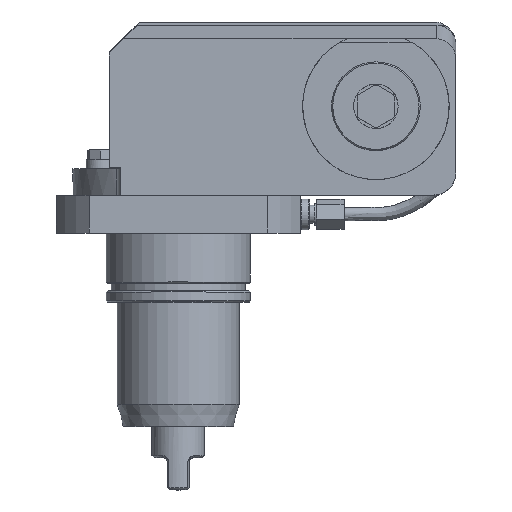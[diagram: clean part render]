
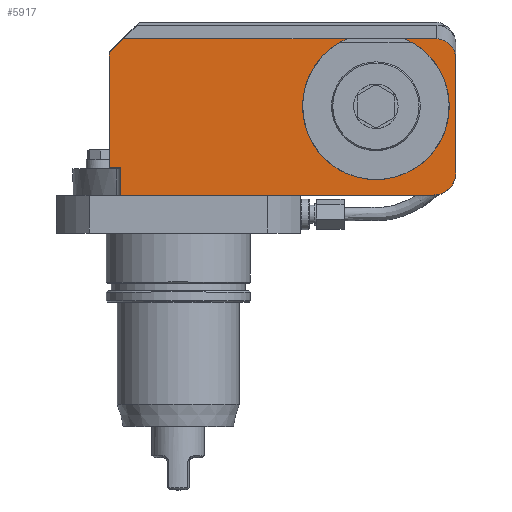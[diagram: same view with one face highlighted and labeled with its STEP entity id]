
A CAD part, top view. The second image highlights one B-rep face of the part: STEP entity #5917.
In plain terms, the highlighted planar face has unit normal (0, 0, 1).
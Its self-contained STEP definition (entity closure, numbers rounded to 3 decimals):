
#241 = DIRECTION ( 'NONE',  ( 0., 1., 0. ) ) ;
#269 = VECTOR ( 'NONE', #241, 1000. ) ;
#599 = LINE ( 'NONE', #17204, #3742 ) ;
#668 = CARTESIAN_POINT ( 'NONE',  ( -31., 24., 110. ) ) ;
#954 = DIRECTION ( 'NONE',  ( 0.708, 0.707, 0. ) ) ;
#1065 = ORIENTED_EDGE ( 'NONE', *, *, #14160, .F. ) ;
#1079 = CARTESIAN_POINT ( 'NONE',  ( 121.479, 30.352, 110. ) ) ;
#1365 = DIRECTION ( 'NONE',  ( 0., 1., 0. ) ) ;
#1517 = AXIS2_PLACEMENT_3D ( 'NONE', #15148, #21965, #5048 ) ;
#2050 = EDGE_CURVE ( 'NONE', #27260, #30220, #16260, .T. ) ;
#2139 =( BOUNDED_CURVE ( )  B_SPLINE_CURVE ( 3, ( #29726, #3899, #1079, #8518 ),
 .UNSPECIFIED., .F., .F. ) 
 B_SPLINE_CURVE_WITH_KNOTS ( ( 4, 4 ),
 ( 1.571, 3.142 ),
 .UNSPECIFIED. ) 
 CURVE ( )  GEOMETRIC_REPRESENTATION_ITEM ( )  RATIONAL_B_SPLINE_CURVE ( ( 1., 0.805, 0.805, 1. ) ) 
 REPRESENTATION_ITEM ( '' )  );
#2459 = CARTESIAN_POINT ( 'NONE',  ( 115., -40., 110. ) ) ;
#2632 = DIRECTION ( 'NONE',  ( -1., 0., 0. ) ) ;
#2910 = DIRECTION ( 'NONE',  ( 0.707, 0.707, 0. ) ) ;
#3404 = EDGE_CURVE ( 'NONE', #27111, #27260, #2139, .T. ) ;
#3742 = VECTOR ( 'NONE', #20053, 1000. ) ;
#3899 = CARTESIAN_POINT ( 'NONE',  ( 125., 26.66, 110. ) ) ;
#4265 = ORIENTED_EDGE ( 'NONE', *, *, #24458, .F. ) ;
#4457 = ORIENTED_EDGE ( 'NONE', *, *, #21198, .F. ) ;
#5048 = DIRECTION ( 'NONE',  ( 1., 0., 0. ) ) ;
#5243 = CARTESIAN_POINT ( 'NONE',  ( 89., 0., 110. ) ) ;
#5280 = VERTEX_POINT ( 'NONE', #12295 ) ;
#5407 = ORIENTED_EDGE ( 'NONE', *, *, #3404, .T. ) ;
#5777 = VECTOR ( 'NONE', #20603, 1000. ) ;
#5914 = CARTESIAN_POINT ( 'NONE',  ( 135.694, 30.311, 110. ) ) ;
#5917 = ADVANCED_FACE ( 'Defeature completata1_1473', ( #30121 ), #27276, .T. ) ;
#6070 = CARTESIAN_POINT ( 'NONE',  ( -26., -40., 110. ) ) ;
#6472 = DIRECTION ( 'NONE',  ( -1., 0., 0. ) ) ;
#6502 = CARTESIAN_POINT ( 'NONE',  ( 101.982, 30.339, 110. ) ) ;
#6564 = DIRECTION ( 'NONE',  ( -1., 0., 0. ) ) ;
#6898 = CARTESIAN_POINT ( 'NONE',  ( -31., -27.5, 110. ) ) ;
#7607 = VECTOR ( 'NONE', #28295, 1000. ) ;
#8000 = LINE ( 'NONE', #12726, #269 ) ;
#8292 = DIRECTION ( 'NONE',  ( 1., 0., 0. ) ) ;
#8355 = CARTESIAN_POINT ( 'NONE',  ( -31., 24., 110. ) ) ;
#8518 = CARTESIAN_POINT ( 'NONE',  ( 116.5, 30.352, 110. ) ) ;
#9046 = VERTEX_POINT ( 'NONE', #15565 ) ;
#9588 = CARTESIAN_POINT ( 'NONE',  ( -26., -27.5, 110. ) ) ;
#10204 = LINE ( 'NONE', #9588, #21145 ) ;
#10245 = VECTOR ( 'NONE', #6472, 1000. ) ;
#10438 = LINE ( 'NONE', #13342, #15566 ) ;
#10691 = CARTESIAN_POINT ( 'NONE',  ( 116.5, 30.352, 110. ) ) ;
#10697 = CARTESIAN_POINT ( 'NONE',  ( 76.047, 30.352, 110. ) ) ;
#11067 = ORIENTED_EDGE ( 'NONE', *, *, #15554, .T. ) ;
#11559 = CIRCLE ( 'NONE', #29287, 33. ) ;
#11602 = LINE ( 'NONE', #26029, #30540 ) ;
#11950 = ORIENTED_EDGE ( 'NONE', *, *, #14312, .F. ) ;
#12022 = EDGE_CURVE ( 'NONE', #17090, #9046, #24237, .T. ) ;
#12295 = CARTESIAN_POINT ( 'NONE',  ( -24.648, 30.352, 110. ) ) ;
#12402 = VERTEX_POINT ( 'NONE', #10697 ) ;
#12419 = ORIENTED_EDGE ( 'NONE', *, *, #30037, .F. ) ;
#12726 = CARTESIAN_POINT ( 'NONE',  ( -31., -27.5, 110. ) ) ;
#13342 = CARTESIAN_POINT ( 'NONE',  ( -26., -27.5, 110. ) ) ;
#14160 = EDGE_CURVE ( 'NONE', #17090, #23149, #11602, .T. ) ;
#14312 = EDGE_CURVE ( 'NONE', #16461, #30220, #30603, .T. ) ;
#15148 = CARTESIAN_POINT ( 'NONE',  ( 115., -30., 110. ) ) ;
#15554 = EDGE_CURVE ( 'NONE', #12402, #5280, #599, .T. ) ;
#15565 = CARTESIAN_POINT ( 'NONE',  ( 125., -30., 110. ) ) ;
#15566 = VECTOR ( 'NONE', #1365, 1000. ) ;
#15805 = EDGE_CURVE ( 'NONE', #21848, #17903, #8000, .T. ) ;
#15881 = EDGE_LOOP ( 'NONE', ( #29411, #11950, #4457, #11067, #23511, #16542, #4265, #16470, #1065, #27005, #12419, #5407 ) ) ;
#16260 = LINE ( 'NONE', #23569, #10245 ) ;
#16461 = VERTEX_POINT ( 'NONE', #6502 ) ;
#16470 = ORIENTED_EDGE ( 'NONE', *, *, #24301, .F. ) ;
#16542 = ORIENTED_EDGE ( 'NONE', *, *, #15805, .F. ) ;
#17090 = VERTEX_POINT ( 'NONE', #2459 ) ;
#17204 = CARTESIAN_POINT ( 'NONE',  ( 125., 30.352, 110. ) ) ;
#17409 = DIRECTION ( 'NONE',  ( 0., 0., 1. ) ) ;
#17559 = LINE ( 'NONE', #668, #30223 ) ;
#17903 = VERTEX_POINT ( 'NONE', #8355 ) ;
#18583 = CARTESIAN_POINT ( 'NONE',  ( 125., -40., 110. ) ) ;
#18814 = CARTESIAN_POINT ( 'NONE',  ( 86.99, 30.352, 110. ) ) ;
#18882 = CARTESIAN_POINT ( 'NONE',  ( -26., -40., 110. ) ) ;
#20053 = DIRECTION ( 'NONE',  ( -1., 0., 0. ) ) ;
#20603 = DIRECTION ( 'NONE',  ( -1., 0.001, 0. ) ) ;
#21145 = VECTOR ( 'NONE', #2632, 1000. ) ;
#21198 = EDGE_CURVE ( 'NONE', #12402, #16461, #11559, .T. ) ;
#21607 = AXIS2_PLACEMENT_3D ( 'NONE', #6070, #17409, #8292 ) ;
#21848 = VERTEX_POINT ( 'NONE', #6898 ) ;
#21965 = DIRECTION ( 'NONE',  ( 0., 0., 1. ) ) ;
#23149 = VERTEX_POINT ( 'NONE', #18882 ) ;
#23511 = ORIENTED_EDGE ( 'NONE', *, *, #30546, .F. ) ;
#23569 = CARTESIAN_POINT ( 'NONE',  ( 125., 30.352, 110. ) ) ;
#24237 = CIRCLE ( 'NONE', #1517, 10. ) ;
#24301 = EDGE_CURVE ( 'NONE', #23149, #25282, #10438, .T. ) ;
#24458 = EDGE_CURVE ( 'NONE', #25282, #21848, #10204, .T. ) ;
#24996 = DIRECTION ( 'NONE',  ( 0., 0., 1. ) ) ;
#25282 = VERTEX_POINT ( 'NONE', #25447 ) ;
#25447 = CARTESIAN_POINT ( 'NONE',  ( -26., -27.5, 110. ) ) ;
#26029 = CARTESIAN_POINT ( 'NONE',  ( -26., -40., 110. ) ) ;
#27005 = ORIENTED_EDGE ( 'NONE', *, *, #12022, .T. ) ;
#27111 = VERTEX_POINT ( 'NONE', #28247 ) ;
#27260 = VERTEX_POINT ( 'NONE', #10691 ) ;
#27276 = PLANE ( 'NONE',  #21607 ) ;
#28247 = CARTESIAN_POINT ( 'NONE',  ( 125., 21.439, 110. ) ) ;
#28295 = DIRECTION ( 'NONE',  ( 0., -1., 0. ) ) ;
#29287 = AXIS2_PLACEMENT_3D ( 'NONE', #5243, #24996, #954 ) ;
#29411 = ORIENTED_EDGE ( 'NONE', *, *, #2050, .T. ) ;
#29726 = CARTESIAN_POINT ( 'NONE',  ( 125., 21.439, 110. ) ) ;
#30037 = EDGE_CURVE ( 'NONE', #27111, #9046, #30675, .T. ) ;
#30121 = FACE_OUTER_BOUND ( 'NONE', #15881, .T. ) ;
#30220 = VERTEX_POINT ( 'NONE', #18814 ) ;
#30223 = VECTOR ( 'NONE', #2910, 1000. ) ;
#30540 = VECTOR ( 'NONE', #6564, 1000. ) ;
#30546 = EDGE_CURVE ( 'NONE', #17903, #5280, #17559, .T. ) ;
#30603 = LINE ( 'NONE', #5914, #5777 ) ;
#30675 = LINE ( 'NONE', #18583, #7607 ) ;
